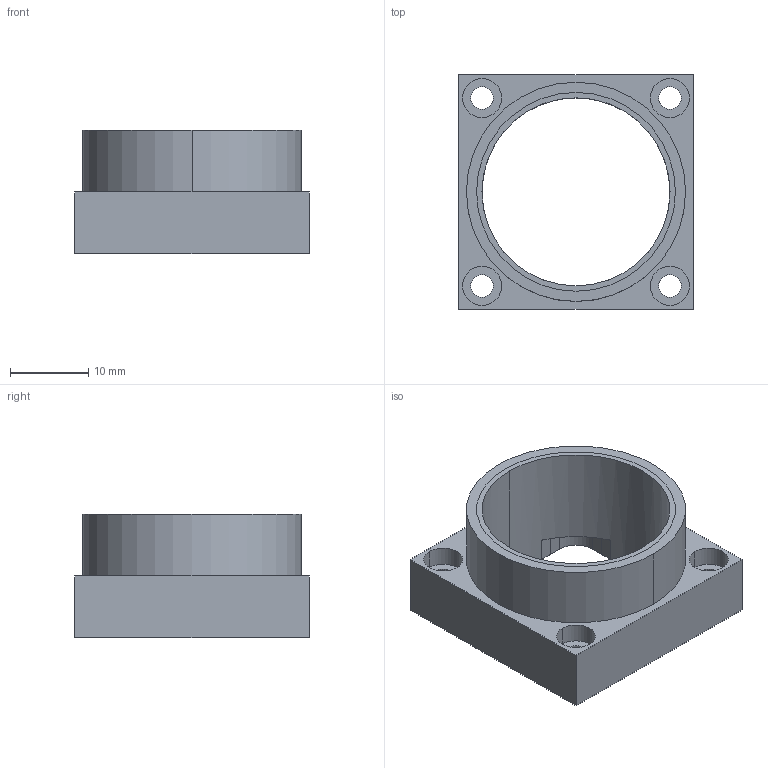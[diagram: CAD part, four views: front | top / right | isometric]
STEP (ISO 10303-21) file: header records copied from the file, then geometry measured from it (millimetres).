
FILE_DESCRIPTION(/* description */ ('VariCAD 2013-2.07 AP-214'),/* implementation_level */ '2;1');
FILE_NAME(/* name */ 'c-mount.stp',/* time_stamp */ '2014-07-20T07:23:50+02:00',/* author */ (''),/* organization */ (''),/* preprocessor_version */ 'ST-DEVELOPER v14',/* originating_system */ 'VariCAD 2013-2.07; kernel version (20130303)',/* authorisation */ '');
FILE_SCHEMA (('AUTOMOTIVE_DESIGN'));
Length unit declared in the file: millimetre
Products named in the file (2): c-mount
Assembly tree (1 placements, depth 2):
  c-mount
    (unnamed)
Bounding box: 30 x 30 x 15.76 mm (x, y, z)
Volume: 4313.4 mm3; surface area: 4047.4 mm2
Topology: 1 solids, 1 shells, 64 faces, 158 edges, 102 vertices
Faces by surface type: plane 40, cylinder 24
Entity records: 2261 total; most frequent: DIRECTION 364, CARTESIAN_POINT 328, ORIENTED_EDGE 316, EDGE_CURVE 158, AXIS2_PLACEMENT_3D 138, VERTEX_POINT 102, LINE 88, VECTOR 88
